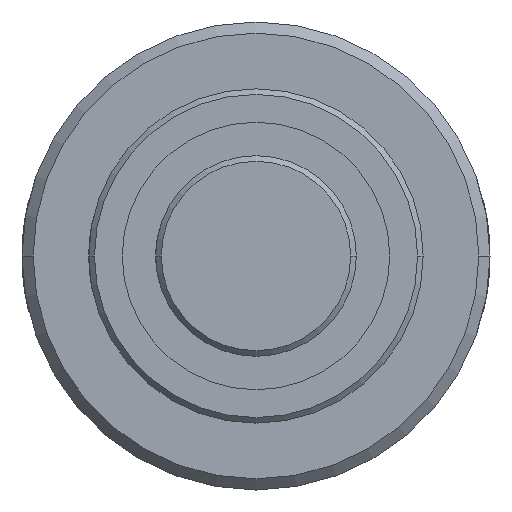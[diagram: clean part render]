
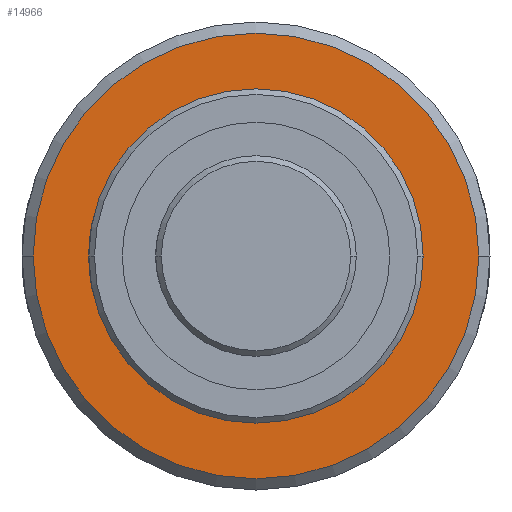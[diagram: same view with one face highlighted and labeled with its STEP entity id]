
A CAD part, left-side view. The second image highlights one B-rep face of the part: STEP entity #14966.
In plain terms, the highlighted planar face has unit normal (-1, 0, 0).
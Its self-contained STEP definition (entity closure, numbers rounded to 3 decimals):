
#13982=CARTESIAN_POINT('',(-25.,0.,0.));
#13983=DIRECTION('',(-1.,0.,0.));
#13984=DIRECTION('',(0.,1.,0.));
#13985=AXIS2_PLACEMENT_3D('',#13982,#13983,#13984);
#13987=CARTESIAN_POINT('',(-25.,0.,0.));
#13988=DIRECTION('',(-1.,0.,0.));
#13989=DIRECTION('',(0.,-1.,0.));
#13990=AXIS2_PLACEMENT_3D('',#13987,#13988,#13989);
#13992=CARTESIAN_POINT('',(-25.,0.,0.));
#13993=DIRECTION('',(1.,0.,0.));
#13994=DIRECTION('',(0.,1.,0.));
#13995=AXIS2_PLACEMENT_3D('',#13992,#13993,#13994);
#13997=CARTESIAN_POINT('',(-25.,0.,0.));
#13998=DIRECTION('',(1.,0.,0.));
#13999=DIRECTION('',(0.,-1.,0.));
#14000=AXIS2_PLACEMENT_3D('',#13997,#13998,#13999);
#14862=CARTESIAN_POINT('',(-25.,20.,0.));
#14863=CARTESIAN_POINT('',(-25.,-20.,0.));
#14864=VERTEX_POINT('',#14862);
#14865=VERTEX_POINT('',#14863);
#14884=CARTESIAN_POINT('',(-25.,11.,0.));
#14885=CARTESIAN_POINT('',(-25.,-11.,0.));
#14886=VERTEX_POINT('',#14884);
#14887=VERTEX_POINT('',#14885);
#14950=CARTESIAN_POINT('',(-25.,0.,0.));
#14951=DIRECTION('',(1.,0.,0.));
#14952=DIRECTION('',(0.,-1.,0.));
#14953=AXIS2_PLACEMENT_3D('',#14950,#14951,#14952);
#14954=PLANE('',#14953);
#14956=ORIENTED_EDGE('',*,*,#14955,.F.);
#14957=ORIENTED_EDGE('',*,*,#14940,.F.);
#14958=EDGE_LOOP('',(#14956,#14957));
#14959=FACE_OUTER_BOUND('',#14958,.F.);
#14961=ORIENTED_EDGE('',*,*,#14960,.F.);
#14963=ORIENTED_EDGE('',*,*,#14962,.F.);
#14964=EDGE_LOOP('',(#14961,#14963));
#14965=FACE_BOUND('',#14964,.F.);
#14966=ADVANCED_FACE('',(#14959,#14965),#14954,.F.);
#13986=CIRCLE('',#13985,20.);
#13991=CIRCLE('',#13990,20.);
#13996=CIRCLE('',#13995,11.);
#14001=CIRCLE('',#14000,11.);
#14940=EDGE_CURVE('',#14865,#14864,#13991,.T.);
#14955=EDGE_CURVE('',#14864,#14865,#13986,.T.);
#14960=EDGE_CURVE('',#14886,#14887,#13996,.T.);
#14962=EDGE_CURVE('',#14887,#14886,#14001,.T.);
